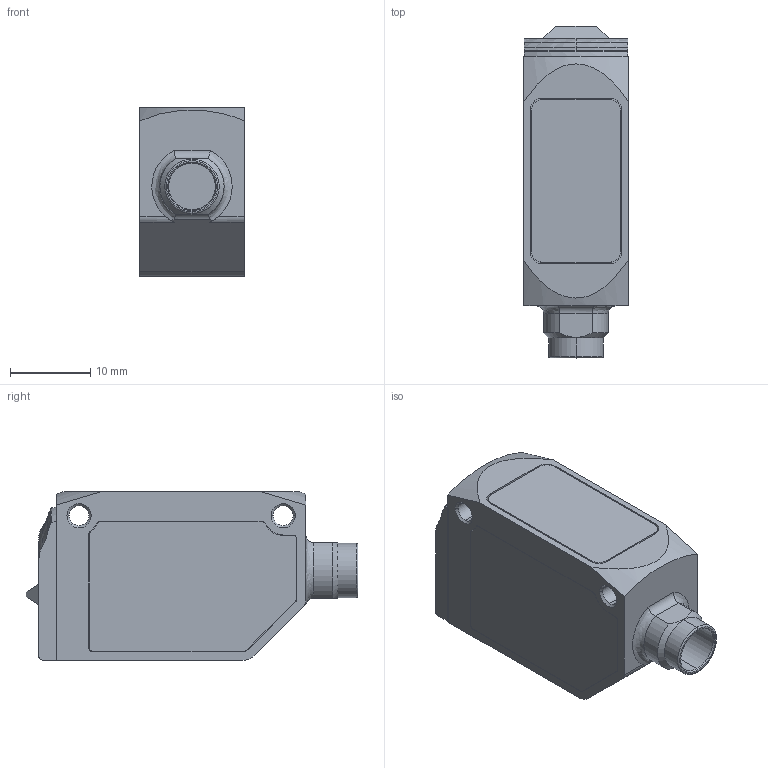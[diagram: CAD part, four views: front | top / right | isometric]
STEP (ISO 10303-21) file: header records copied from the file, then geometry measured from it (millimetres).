
FILE_DESCRIPTION (( 'STEP AP214' ), '1' );
FILE_NAME ('FMRE-00-0F.step', '2018-04-17T19:22:05', ( '' ), ( '' ), 'SwSTEP 2.0', 'SolidWorks 2017', '' );
FILE_SCHEMA (( 'AUTOMOTIVE_DESIGN' ));
Length unit declared in the file: inch
Products named in the file (1): FMRE-00-0F
Bounding box: 13 x 41.3 x 21 mm (x, y, z)
Volume: 8614.8 mm3; surface area: 3303.7 mm2
Topology: 1 solids, 1 shells, 115 faces, 299 edges, 193 vertices
Faces by surface type: cylinder 46, plane 44, cone 13, bspline 12
Entity records: 3802 total; most frequent: CARTESIAN_POINT 960, ORIENTED_EDGE 598, DIRECTION 582, EDGE_CURVE 299, AXIS2_PLACEMENT_3D 213, VERTEX_POINT 193, LINE 156, VECTOR 156
